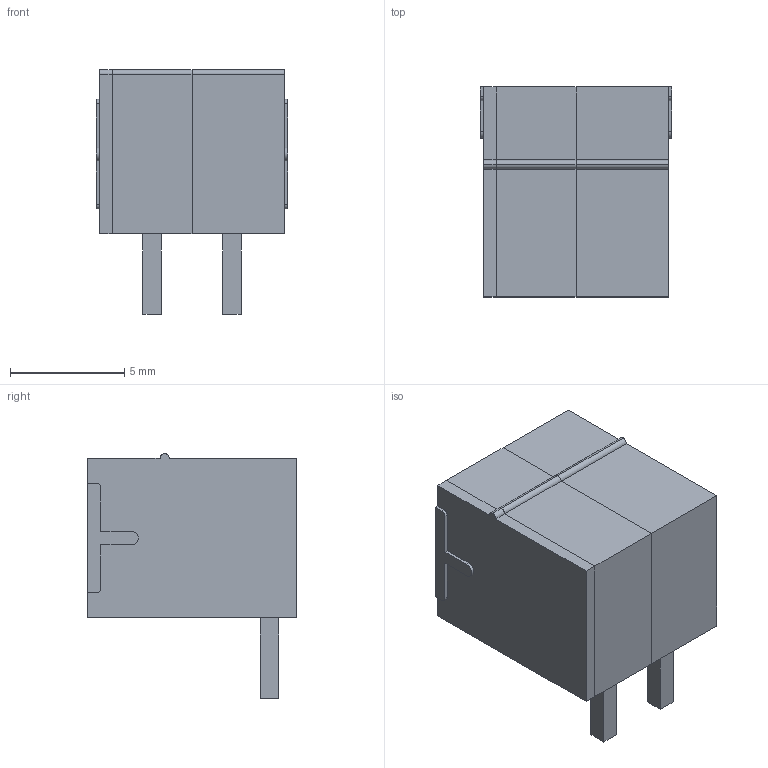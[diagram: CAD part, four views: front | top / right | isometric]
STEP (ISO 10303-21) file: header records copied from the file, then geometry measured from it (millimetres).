
FILE_DESCRIPTION(('STEP AP214'),'1');
FILE_NAME('70474016.stp','2018-08-04T03:45:42',('TraceParts'),('TraceParts S.A.'),'Spatial InterOp 3D',' ',' ');
FILE_SCHEMA(('automotive_design'));
Length unit declared in the file: millimetre
Products named in the file (3): 70474016_1; 70474016_2; 70474016_3
Bounding box: 8.4 x 9.2 x 10.72 mm (x, y, z)
Volume: 296.2 mm3; surface area: 1064.7 mm2
Topology: 3 solids, 3 shells, 145 faces, 385 edges, 254 vertices
Faces by surface type: plane 109, cylinder 24, torus 8, cone 4
Entity records: 4528 total; most frequent: CARTESIAN_POINT 811, ORIENTED_EDGE 770, DIRECTION 749, EDGE_CURVE 385, LINE 309, VECTOR 309, VERTEX_POINT 254, AXIS2_PLACEMENT_3D 220
